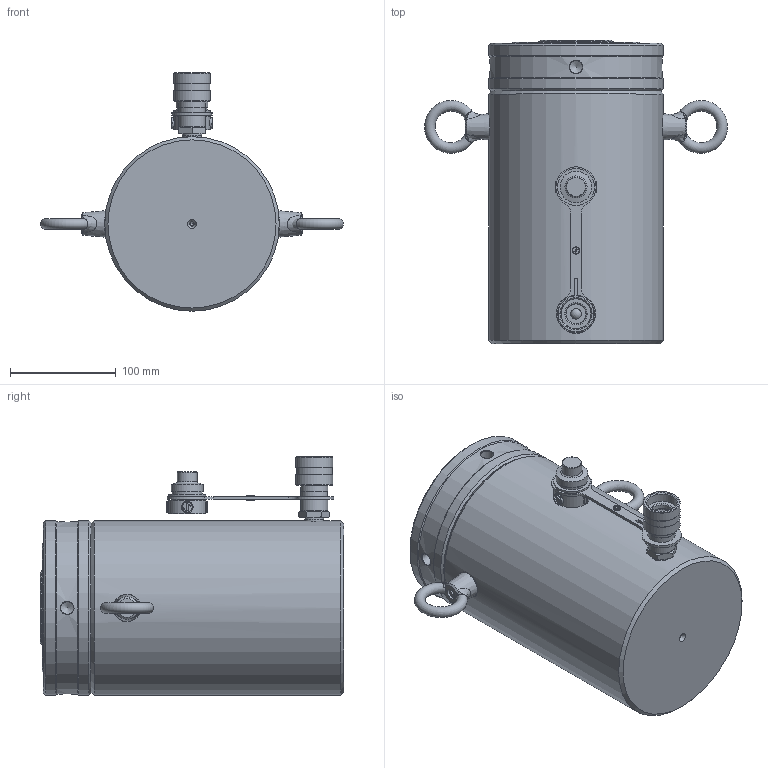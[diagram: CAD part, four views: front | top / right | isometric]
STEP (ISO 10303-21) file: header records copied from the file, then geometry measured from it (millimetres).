
FILE_DESCRIPTION (( 'STEP AP203' ), '1' );
FILE_NAME ('H4106.STEP', '2018-07-27T01:02:43', ( '' ), ( '' ), 'SwSTEP 2.0', 'SolidWorks 2018', '' );
FILE_SCHEMA (( 'CONFIG_CONTROL_DESIGN' ));
Length unit declared in the file: millimetre
Products named in the file (1): H4106
Bounding box: 286.32 x 286.94 x 225.47 mm (x, y, z)
Volume: 6031035.6 mm3; surface area: 517001.5 mm2
Topology: 20 solids, 20 shells, 592 faces, 1407 edges, 892 vertices
Faces by surface type: plane 208, cylinder 179, cone 90, bspline 85, torus 21, sphere 9
Full cylindrical faces by diameter (mm): 3.5 x2, 4 x4, 6 x1, 8.5 x3, 9.6 x1, 10 x3, 10.2 x4, 10.5 x2, 11.5 x2, 12 x6, 14.1 x1, 14.275 x1, 14.5 x1, 16 x3, 17 x2, 17.5 x2, 18 x1, 18.6 x1, 18.9 x1, 19 x1, 19.1 x2, 20 x1, 22.6 x2, 25 x1, 25.5 x2, 25.6 x1, 28.3 x1, 28.4 x4, 30 x2, 31 x1
Entity records: 21968 total; most frequent: CARTESIAN_POINT 9976, ORIENTED_EDGE 2322, DIRECTION 2237, EDGE_CURVE 1161, AXIS2_PLACEMENT_3D 896, EDGE_LOOP 848, VERTEX_POINT 829, FACE_OUTER_BOUND 684
